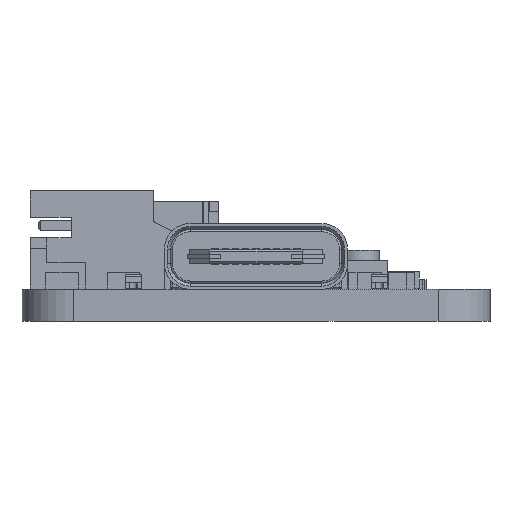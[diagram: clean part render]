
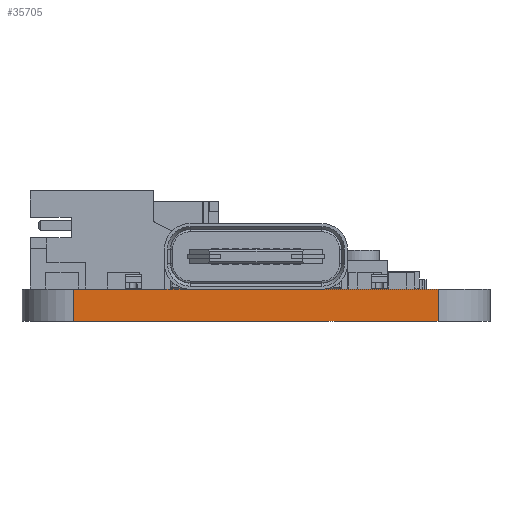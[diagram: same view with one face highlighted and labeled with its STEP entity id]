
A CAD part, left-side view. The second image highlights one B-rep face of the part: STEP entity #35705.
In plain terms, the highlighted planar face has unit normal (-1, 0, 0).
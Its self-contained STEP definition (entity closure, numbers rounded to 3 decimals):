
#769=PLANE('',#38210);
#2288=FACE_OUTER_BOUND('',#4215,.T.);
#4215=EDGE_LOOP('',(#24590,#24591,#24592,#24593));
#6509=LINE('',#51857,#10579);
#6510=LINE('',#51859,#10580);
#6511=LINE('',#51861,#10581);
#6512=LINE('',#51862,#10582);
#10579=VECTOR('',#41877,10.);
#10580=VECTOR('',#41878,10.);
#10581=VECTOR('',#41879,10.);
#10582=VECTOR('',#41880,10.);
#15820=VERTEX_POINT('',#51855);
#15821=VERTEX_POINT('',#51856);
#15822=VERTEX_POINT('',#51858);
#15823=VERTEX_POINT('',#51860);
#19305=EDGE_CURVE('',#15820,#15821,#6509,.T.);
#19306=EDGE_CURVE('',#15821,#15822,#6510,.T.);
#19307=EDGE_CURVE('',#15823,#15822,#6511,.T.);
#19308=EDGE_CURVE('',#15820,#15823,#6512,.T.);
#24590=ORIENTED_EDGE('',*,*,#19305,.T.);
#24591=ORIENTED_EDGE('',*,*,#19306,.T.);
#24592=ORIENTED_EDGE('',*,*,#19307,.F.);
#24593=ORIENTED_EDGE('',*,*,#19308,.F.);
#35705=ADVANCED_FACE('',(#2288),#769,.T.);
#38210=AXIS2_PLACEMENT_3D('',#51854,#41875,#41876);
#41875=DIRECTION('center_axis',(-1.,0.,0.));
#41876=DIRECTION('ref_axis',(0.,-1.,0.));
#41877=DIRECTION('',(0.,-1.,0.));
#41878=DIRECTION('',(0.,0.,1.));
#41879=DIRECTION('',(0.,-1.,0.));
#41880=DIRECTION('',(0.,0.,1.));
#51854=CARTESIAN_POINT('Origin',(0.,20.32,0.));
#51855=CARTESIAN_POINT('',(0.,20.32,0.));
#51856=CARTESIAN_POINT('',(0.,2.54,0.));
#51857=CARTESIAN_POINT('',(0.,20.32,0.));
#51858=CARTESIAN_POINT('',(0.,2.54,1.57));
#51859=CARTESIAN_POINT('',(0.,2.54,0.));
#51860=CARTESIAN_POINT('',(0.,20.32,1.57));
#51861=CARTESIAN_POINT('',(0.,20.32,1.57));
#51862=CARTESIAN_POINT('',(0.,20.32,0.));
